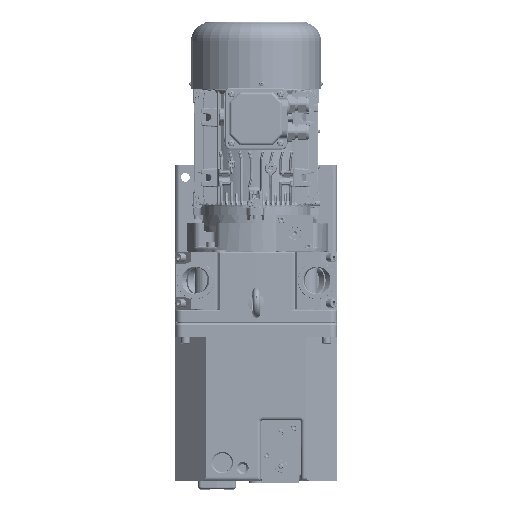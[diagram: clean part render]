
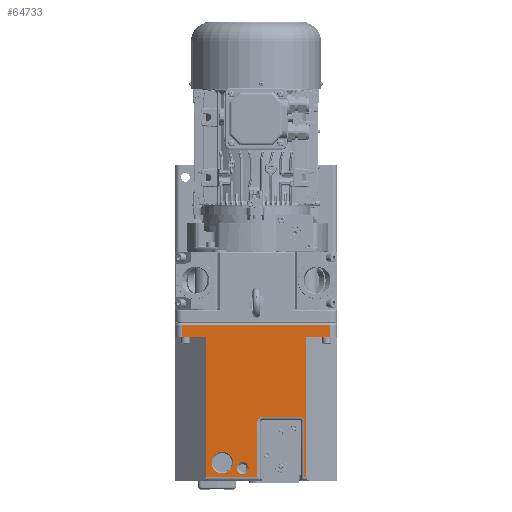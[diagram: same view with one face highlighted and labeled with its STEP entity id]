
A CAD part, top view. The second image highlights one B-rep face of the part: STEP entity #64733.
In plain terms, the highlighted planar face has unit normal (0, 0, 1).
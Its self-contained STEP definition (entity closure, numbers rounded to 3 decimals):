
#39500=LINE('',#495816,#50732);
#39586=LINE('',#495984,#50818);
#39664=LINE('',#496349,#50896);
#39666=LINE('',#496354,#50898);
#39793=LINE('',#496831,#51025);
#39798=LINE('',#496864,#51030);
#39799=LINE('',#496875,#51031);
#39803=LINE('',#496900,#51035);
#39804=LINE('',#496902,#51036);
#39806=LINE('',#496953,#51038);
#39857=LINE('',#497286,#51089);
#39858=LINE('',#497288,#51090);
#50732=VECTOR('',#239436,1.);
#50818=VECTOR('',#239564,1.);
#50896=VECTOR('',#239884,1.);
#50898=VECTOR('',#239890,1.);
#51025=VECTOR('',#240369,1.);
#51030=VECTOR('',#240380,1.);
#51031=VECTOR('',#240383,1.);
#51035=VECTOR('',#240401,1.);
#51036=VECTOR('',#240404,1.);
#51038=VECTOR('',#240416,1.);
#51089=VECTOR('',#240571,1.);
#51090=VECTOR('',#240572,1.);
#64733=ADVANCED_FACE('',(#72214,#72215,#72216),#69760,.T.);
#69760=PLANE('',#204621);
#72214=FACE_BOUND('',#83234,.T.);
#72215=FACE_BOUND('',#83235,.T.);
#72216=FACE_BOUND('',#83236,.T.);
#83234=EDGE_LOOP('',(#130867));
#83235=EDGE_LOOP('',(#130868));
#83236=EDGE_LOOP('',(#130869,#130870,#130871,#130872,#130873,#130874,#130875,
#130876,#130877,#130878,#130879,#130880,#130881,#130882));
#130867=ORIENTED_EDGE('',*,*,#181168,.T.);
#130868=ORIENTED_EDGE('',*,*,#181534,.T.);
#130869=ORIENTED_EDGE('',*,*,#181535,.F.);
#130870=ORIENTED_EDGE('',*,*,#181204,.F.);
#130871=ORIENTED_EDGE('',*,*,#180973,.F.);
#130872=ORIENTED_EDGE('',*,*,#181420,.F.);
#130873=ORIENTED_EDGE('',*,*,#181428,.F.);
#130874=ORIENTED_EDGE('',*,*,#181440,.F.);
#130875=ORIENTED_EDGE('',*,*,#181444,.F.);
#130876=ORIENTED_EDGE('',*,*,#181441,.F.);
#130877=ORIENTED_EDGE('',*,*,#181434,.F.);
#130878=ORIENTED_EDGE('',*,*,#181430,.F.);
#130879=ORIENTED_EDGE('',*,*,#181447,.F.);
#130880=ORIENTED_EDGE('',*,*,#181061,.T.);
#130881=ORIENTED_EDGE('',*,*,#181201,.F.);
#130882=ORIENTED_EDGE('',*,*,#181536,.F.);
#155281=VERTEX_POINT('',#495813);
#155282=VERTEX_POINT('',#495815);
#155343=VERTEX_POINT('',#495983);
#155344=VERTEX_POINT('',#495985);
#155421=VERTEX_POINT('',#496212);
#155454=VERTEX_POINT('',#496347);
#155456=VERTEX_POINT('',#496353);
#155563=VERTEX_POINT('',#496830);
#155568=VERTEX_POINT('',#496863);
#155569=VERTEX_POINT('',#496873);
#155571=VERTEX_POINT('',#496876);
#155574=VERTEX_POINT('',#496884);
#155577=VERTEX_POINT('',#496899);
#155578=VERTEX_POINT('',#496903);
#155619=VERTEX_POINT('',#497285);
#155620=VERTEX_POINT('',#497287);
#180973=EDGE_CURVE('',#155282,#155281,#39500,.T.);
#181061=EDGE_CURVE('',#155344,#155343,#39586,.T.);
#181168=EDGE_CURVE('',#155421,#155421,#191139,.T.);
#181201=EDGE_CURVE('',#155454,#155343,#39664,.T.);
#181204=EDGE_CURVE('',#155281,#155456,#39666,.T.);
#181420=EDGE_CURVE('',#155563,#155282,#39793,.T.);
#181428=EDGE_CURVE('',#155568,#155563,#39798,.T.);
#181430=EDGE_CURVE('',#155569,#155571,#39799,.T.);
#181434=EDGE_CURVE('',#155571,#155574,#191235,.T.);
#181440=EDGE_CURVE('',#155577,#155568,#39803,.T.);
#181441=EDGE_CURVE('',#155574,#155578,#39804,.T.);
#181444=EDGE_CURVE('',#155578,#155577,#191240,.T.);
#181447=EDGE_CURVE('',#155344,#155569,#39806,.T.);
#181534=EDGE_CURVE('',#155619,#155619,#191271,.T.);
#181535=EDGE_CURVE('',#155456,#155620,#39857,.T.);
#181536=EDGE_CURVE('',#155620,#155454,#39858,.T.);
#191139=CIRCLE('',#204338,16.);
#191235=CIRCLE('',#204558,7.5);
#191240=CIRCLE('',#204566,7.5);
#191271=CIRCLE('',#204620,9.);
#204338=AXIS2_PLACEMENT_3D('',#496211,#239799,#239800);
#204558=AXIS2_PLACEMENT_3D('',#496883,#240390,#240391);
#204566=AXIS2_PLACEMENT_3D('',#496908,#240410,#240411);
#204620=AXIS2_PLACEMENT_3D('',#497284,#240569,#240570);
#204621=AXIS2_PLACEMENT_3D('',#497289,#240573,#240574);
#239436=DIRECTION('',(-1.,0.,0.));
#239564=DIRECTION('',(0.,1.,0.));
#239799=DIRECTION('',(0.,0.,-1.));
#239800=DIRECTION('',(-1.,0.,0.));
#239884=DIRECTION('',(-1.,0.,0.));
#239890=DIRECTION('',(0.,1.,0.));
#240369=DIRECTION('',(0.,1.,0.));
#240380=DIRECTION('',(-1.,0.,0.));
#240383=DIRECTION('',(0.,1.,0.));
#240390=DIRECTION('',(0.,0.,1.));
#240391=DIRECTION('',(0.707,0.707,0.));
#240401=DIRECTION('',(0.,-1.,0.));
#240404=DIRECTION('',(-1.,0.,0.));
#240410=DIRECTION('',(0.,0.,1.));
#240411=DIRECTION('',(-0.707,0.707,0.));
#240416=DIRECTION('',(-1.,0.,0.));
#240569=DIRECTION('',(0.,0.,-1.));
#240570=DIRECTION('',(-1.,0.,0.));
#240571=DIRECTION('',(1.,0.,0.));
#240572=DIRECTION('',(0.,-1.,0.));
#240573=DIRECTION('',(0.,0.,1.));
#240574=DIRECTION('',(0.,1.,0.));
#495813=CARTESIAN_POINT('',(-110.,-74.,145.));
#495815=CARTESIAN_POINT('',(-75.,-74.,145.));
#495816=CARTESIAN_POINT('',(-75.,-74.,145.));
#495983=CARTESIAN_POINT('',(75.,-74.,145.));
#495984=CARTESIAN_POINT('',(75.,-283.,145.));
#495985=CARTESIAN_POINT('',(75.,-283.,145.));
#496211=CARTESIAN_POINT('',(-50.,-261.,145.));
#496212=CARTESIAN_POINT('',(-66.,-261.,145.));
#496347=CARTESIAN_POINT('',(110.,-74.,145.));
#496349=CARTESIAN_POINT('',(110.,-74.,145.));
#496353=CARTESIAN_POINT('',(-110.,-56.009,145.));
#496354=CARTESIAN_POINT('',(-110.,-74.,145.));
#496830=CARTESIAN_POINT('',(-75.,-283.,145.));
#496831=CARTESIAN_POINT('',(-75.,-283.,145.));
#496863=CARTESIAN_POINT('',(2.,-283.,145.));
#496864=CARTESIAN_POINT('',(2.,-283.,145.));
#496873=CARTESIAN_POINT('',(72.,-283.,145.));
#496875=CARTESIAN_POINT('',(72.,-283.,145.));
#496876=CARTESIAN_POINT('',(72.,-200.5,145.));
#496883=CARTESIAN_POINT('',(64.5,-200.5,145.));
#496884=CARTESIAN_POINT('',(64.5,-193.,145.));
#496899=CARTESIAN_POINT('',(2.,-200.5,145.));
#496900=CARTESIAN_POINT('',(2.,-200.5,145.));
#496902=CARTESIAN_POINT('',(64.5,-193.,145.));
#496903=CARTESIAN_POINT('',(9.5,-193.,145.));
#496908=CARTESIAN_POINT('',(9.5,-200.5,145.));
#496953=CARTESIAN_POINT('',(75.,-283.,145.));
#497284=CARTESIAN_POINT('',(-20.,-269.,145.));
#497285=CARTESIAN_POINT('',(-29.,-269.,145.));
#497286=CARTESIAN_POINT('',(-110.,-56.009,145.));
#497287=CARTESIAN_POINT('',(110.,-56.009,145.));
#497288=CARTESIAN_POINT('',(110.,-56.009,145.));
#497289=CARTESIAN_POINT('',(-120.,-54.,145.));
